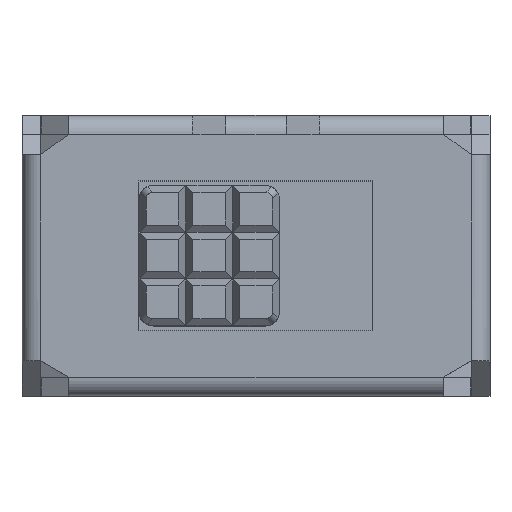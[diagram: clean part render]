
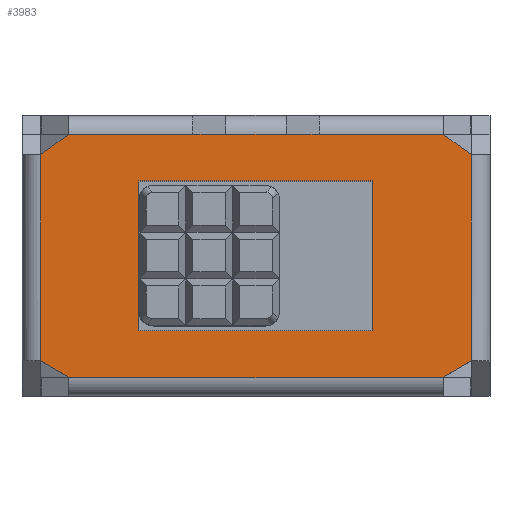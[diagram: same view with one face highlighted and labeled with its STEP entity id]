
A CAD part, top view. The second image highlights one B-rep face of the part: STEP entity #3983.
In plain terms, the highlighted planar face has unit normal (0, 0, 1).
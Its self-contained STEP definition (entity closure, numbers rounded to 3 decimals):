
#117=FACE_BOUND('',#361,.T.);
#133=FACE_OUTER_BOUND('',#360,.T.);
#360=EDGE_LOOP('',(#2633,#2634,#2635,#2636,#2637,#2638,#2639,#2640,#2641,
#2642,#2643,#2644,#2645,#2646,#2647,#2648,#2649,#2650));
#361=EDGE_LOOP('',(#2651,#2652,#2653,#2654,#2655,#2656));
#587=LINE('',#5632,#1109);
#597=LINE('',#5653,#1119);
#599=LINE('',#5657,#1121);
#606=LINE('',#5672,#1128);
#614=LINE('',#5689,#1136);
#617=LINE('',#5695,#1139);
#618=LINE('',#5697,#1140);
#619=LINE('',#5698,#1141);
#620=LINE('',#5699,#1142);
#621=LINE('',#5701,#1143);
#622=LINE('',#5703,#1144);
#623=LINE('',#5705,#1145);
#624=LINE('',#5707,#1146);
#625=LINE('',#5709,#1147);
#626=LINE('',#5711,#1148);
#627=LINE('',#5713,#1149);
#628=LINE('',#5714,#1150);
#629=LINE('',#5715,#1151);
#630=LINE('',#5718,#1152);
#631=LINE('',#5720,#1153);
#632=LINE('',#5722,#1154);
#633=LINE('',#5724,#1155);
#634=LINE('',#5726,#1156);
#635=LINE('',#5727,#1157);
#1109=VECTOR('',#4520,0.695);
#1119=VECTOR('',#4536,0.726);
#1121=VECTOR('',#4540,0.014);
#1128=VECTOR('',#4549,0.695);
#1136=VECTOR('',#4563,0.726);
#1139=VECTOR('',#4568,0.01);
#1140=VECTOR('',#4569,8.);
#1141=VECTOR('',#4570,0.01);
#1142=VECTOR('',#4571,4.4);
#1143=VECTOR('',#4572,0.014);
#1144=VECTOR('',#4573,0.01);
#1145=VECTOR('',#4574,2.65);
#1146=VECTOR('',#4575,0.7);
#1147=VECTOR('',#4576,1.3);
#1148=VECTOR('',#4577,0.7);
#1149=VECTOR('',#4578,2.65);
#1150=VECTOR('',#4579,0.01);
#1151=VECTOR('',#4580,4.4);
#1152=VECTOR('',#4581,0.4);
#1153=VECTOR('',#4582,2.4);
#1154=VECTOR('',#4583,0.4);
#1155=VECTOR('',#4584,5.);
#1156=VECTOR('',#4585,3.2);
#1157=VECTOR('',#4586,5.);
#1631=VERTEX_POINT('',#5629);
#1632=VERTEX_POINT('',#5631);
#1639=VERTEX_POINT('',#5650);
#1640=VERTEX_POINT('',#5652);
#1641=VERTEX_POINT('',#5656);
#1647=VERTEX_POINT('',#5669);
#1648=VERTEX_POINT('',#5671);
#1653=VERTEX_POINT('',#5686);
#1654=VERTEX_POINT('',#5688);
#1656=VERTEX_POINT('',#5694);
#1657=VERTEX_POINT('',#5696);
#1658=VERTEX_POINT('',#5700);
#1659=VERTEX_POINT('',#5702);
#1660=VERTEX_POINT('',#5704);
#1661=VERTEX_POINT('',#5706);
#1662=VERTEX_POINT('',#5708);
#1663=VERTEX_POINT('',#5710);
#1664=VERTEX_POINT('',#5712);
#1665=VERTEX_POINT('',#5716);
#1666=VERTEX_POINT('',#5717);
#1667=VERTEX_POINT('',#5719);
#1668=VERTEX_POINT('',#5721);
#1669=VERTEX_POINT('',#5723);
#1670=VERTEX_POINT('',#5725);
#2005=EDGE_CURVE('',#1632,#1631,#587,.T.);
#2015=EDGE_CURVE('',#1640,#1639,#597,.T.);
#2017=EDGE_CURVE('',#1641,#1640,#599,.T.);
#2024=EDGE_CURVE('',#1648,#1647,#606,.T.);
#2032=EDGE_CURVE('',#1654,#1653,#614,.T.);
#2035=EDGE_CURVE('',#1631,#1656,#617,.T.);
#2036=EDGE_CURVE('',#1657,#1656,#618,.T.);
#2037=EDGE_CURVE('',#1657,#1648,#619,.T.);
#2038=EDGE_CURVE('',#1654,#1647,#620,.T.);
#2039=EDGE_CURVE('',#1653,#1658,#621,.T.);
#2040=EDGE_CURVE('',#1658,#1659,#622,.T.);
#2041=EDGE_CURVE('',#1660,#1659,#623,.T.);
#2042=EDGE_CURVE('',#1661,#1660,#624,.T.);
#2043=EDGE_CURVE('',#1662,#1661,#625,.T.);
#2044=EDGE_CURVE('',#1663,#1662,#626,.T.);
#2045=EDGE_CURVE('',#1664,#1663,#627,.T.);
#2046=EDGE_CURVE('',#1664,#1641,#628,.T.);
#2047=EDGE_CURVE('',#1632,#1639,#629,.T.);
#2048=EDGE_CURVE('',#1665,#1666,#630,.T.);
#2049=EDGE_CURVE('',#1666,#1667,#631,.T.);
#2050=EDGE_CURVE('',#1667,#1668,#632,.T.);
#2051=EDGE_CURVE('',#1668,#1669,#633,.T.);
#2052=EDGE_CURVE('',#1669,#1670,#634,.T.);
#2053=EDGE_CURVE('',#1670,#1665,#635,.T.);
#2633=ORIENTED_EDGE('',*,*,#2005,.T.);
#2634=ORIENTED_EDGE('',*,*,#2035,.T.);
#2635=ORIENTED_EDGE('',*,*,#2036,.F.);
#2636=ORIENTED_EDGE('',*,*,#2037,.T.);
#2637=ORIENTED_EDGE('',*,*,#2024,.T.);
#2638=ORIENTED_EDGE('',*,*,#2038,.F.);
#2639=ORIENTED_EDGE('',*,*,#2032,.T.);
#2640=ORIENTED_EDGE('',*,*,#2039,.T.);
#2641=ORIENTED_EDGE('',*,*,#2040,.T.);
#2642=ORIENTED_EDGE('',*,*,#2041,.F.);
#2643=ORIENTED_EDGE('',*,*,#2042,.F.);
#2644=ORIENTED_EDGE('',*,*,#2043,.F.);
#2645=ORIENTED_EDGE('',*,*,#2044,.F.);
#2646=ORIENTED_EDGE('',*,*,#2045,.F.);
#2647=ORIENTED_EDGE('',*,*,#2046,.T.);
#2648=ORIENTED_EDGE('',*,*,#2017,.T.);
#2649=ORIENTED_EDGE('',*,*,#2015,.T.);
#2650=ORIENTED_EDGE('',*,*,#2047,.F.);
#2651=ORIENTED_EDGE('',*,*,#2048,.T.);
#2652=ORIENTED_EDGE('',*,*,#2049,.T.);
#2653=ORIENTED_EDGE('',*,*,#2050,.T.);
#2654=ORIENTED_EDGE('',*,*,#2051,.T.);
#2655=ORIENTED_EDGE('',*,*,#2052,.T.);
#2656=ORIENTED_EDGE('',*,*,#2053,.T.);
#3788=PLANE('',#4230);
#3983=ADVANCED_FACE('',(#133,#117),#3788,.T.);
#4230=AXIS2_PLACEMENT_3D('',#5693,#4566,#4567);
#4520=DIRECTION('',(0.863,-0.506,0.));
#4536=DIRECTION('',(-0.807,-0.59,0.));
#4540=DIRECTION('',(-1.,0.,0.));
#4549=DIRECTION('',(0.863,0.506,0.));
#4563=DIRECTION('',(-0.807,0.59,0.));
#4566=DIRECTION('center_axis',(0.,0.,1.));
#4567=DIRECTION('ref_axis',(1.,0.,0.));
#4568=DIRECTION('',(0.,-1.,0.));
#4569=DIRECTION('',(-1.,0.,0.));
#4570=DIRECTION('',(0.,1.,0.));
#4571=DIRECTION('',(0.,-1.,0.));
#4572=DIRECTION('',(-1.,0.,0.));
#4573=DIRECTION('',(0.,1.,0.));
#4574=DIRECTION('',(1.,0.,0.));
#4575=DIRECTION('',(1.,0.,0.));
#4576=DIRECTION('',(1.,0.,0.));
#4577=DIRECTION('',(1.,0.,0.));
#4578=DIRECTION('',(1.,0.,0.));
#4579=DIRECTION('',(0.,-1.,0.));
#4580=DIRECTION('',(0.,1.,0.));
#4581=DIRECTION('',(0.,1.,0.));
#4582=DIRECTION('',(0.,1.,0.));
#4583=DIRECTION('',(0.,1.,0.));
#4584=DIRECTION('',(1.,0.,0.));
#4585=DIRECTION('',(0.,-1.,0.));
#4586=DIRECTION('',(-1.,0.,0.));
#5629=CARTESIAN_POINT('',(-4.,-2.59,0.));
#5631=CARTESIAN_POINT('',(-4.6,-2.238,0.));
#5632=CARTESIAN_POINT('',(-4.6,-2.238,0.));
#5650=CARTESIAN_POINT('',(-4.6,2.162,0.));
#5652=CARTESIAN_POINT('',(-4.014,2.59,0.));
#5653=CARTESIAN_POINT('',(-4.014,2.59,0.));
#5656=CARTESIAN_POINT('',(-4.,2.59,0.));
#5657=CARTESIAN_POINT('',(-4.,2.59,0.));
#5669=CARTESIAN_POINT('',(4.6,-2.238,0.));
#5671=CARTESIAN_POINT('',(4.,-2.59,0.));
#5672=CARTESIAN_POINT('',(4.,-2.59,0.));
#5686=CARTESIAN_POINT('',(4.014,2.59,0.));
#5688=CARTESIAN_POINT('',(4.6,2.162,0.));
#5689=CARTESIAN_POINT('',(4.6,2.162,0.));
#5693=CARTESIAN_POINT('Origin',(0.,0.,0.));
#5694=CARTESIAN_POINT('',(-4.,-2.6,0.));
#5695=CARTESIAN_POINT('',(-4.,-2.59,0.));
#5696=CARTESIAN_POINT('',(4.,-2.6,0.));
#5697=CARTESIAN_POINT('',(4.,-2.6,0.));
#5698=CARTESIAN_POINT('',(4.,-2.6,0.));
#5699=CARTESIAN_POINT('',(4.6,2.162,0.));
#5700=CARTESIAN_POINT('',(4.,2.59,0.));
#5701=CARTESIAN_POINT('',(4.014,2.59,0.));
#5702=CARTESIAN_POINT('',(4.,2.6,0.));
#5703=CARTESIAN_POINT('',(4.,2.59,0.));
#5704=CARTESIAN_POINT('',(1.35,2.6,0.));
#5705=CARTESIAN_POINT('',(1.35,2.6,0.));
#5706=CARTESIAN_POINT('',(0.65,2.6,0.));
#5707=CARTESIAN_POINT('',(0.65,2.6,0.));
#5708=CARTESIAN_POINT('',(-0.65,2.6,0.));
#5709=CARTESIAN_POINT('',(-0.65,2.6,0.));
#5710=CARTESIAN_POINT('',(-1.35,2.6,0.));
#5711=CARTESIAN_POINT('',(-1.35,2.6,0.));
#5712=CARTESIAN_POINT('',(-4.,2.6,0.));
#5713=CARTESIAN_POINT('',(-4.,2.6,0.));
#5714=CARTESIAN_POINT('',(-4.,2.6,0.));
#5715=CARTESIAN_POINT('',(-4.6,-2.238,0.));
#5716=CARTESIAN_POINT('',(-2.5,-1.6,0.));
#5717=CARTESIAN_POINT('',(-2.5,-1.2,0.));
#5718=CARTESIAN_POINT('',(-2.5,-1.6,0.));
#5719=CARTESIAN_POINT('',(-2.5,1.2,0.));
#5720=CARTESIAN_POINT('',(-2.5,-1.2,0.));
#5721=CARTESIAN_POINT('',(-2.5,1.6,0.));
#5722=CARTESIAN_POINT('',(-2.5,1.2,0.));
#5723=CARTESIAN_POINT('',(2.5,1.6,0.));
#5724=CARTESIAN_POINT('',(-2.5,1.6,0.));
#5725=CARTESIAN_POINT('',(2.5,-1.6,0.));
#5726=CARTESIAN_POINT('',(2.5,1.6,0.));
#5727=CARTESIAN_POINT('',(2.5,-1.6,0.));
